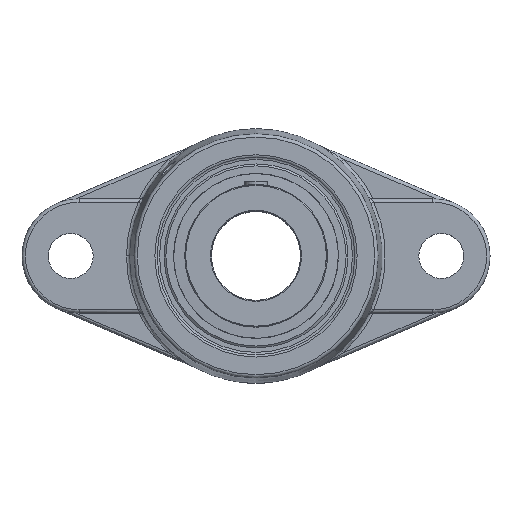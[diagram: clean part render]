
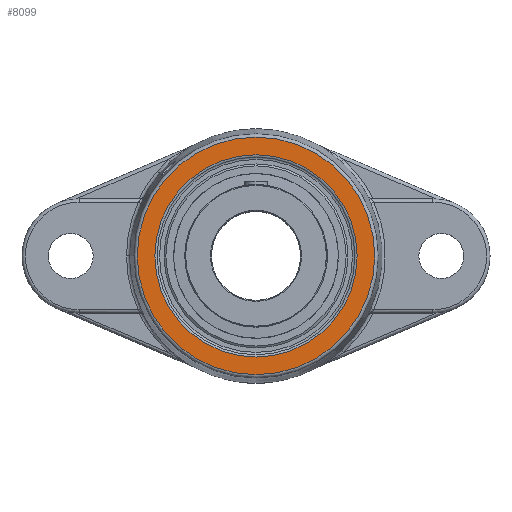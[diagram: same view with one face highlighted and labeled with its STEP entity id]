
A CAD part, top view. The second image highlights one B-rep face of the part: STEP entity #8099.
In plain terms, the highlighted planar face has unit normal (0, 0, 1).
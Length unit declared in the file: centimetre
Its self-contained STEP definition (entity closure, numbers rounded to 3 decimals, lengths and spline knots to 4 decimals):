
#8038=CARTESIAN_POINT('',(-3.1718,0.,2.5));
#8039=VERTEX_POINT('',#8038);
#8051=CARTESIAN_POINT('',(0.,3.1718,2.5));
#8052=VERTEX_POINT('',#8051);
#8053=CARTESIAN_POINT('',(0.,0.,2.5));
#8054=DIRECTION('',(-0.,0.,-1.));
#8055=DIRECTION('',(-0.,-1.,0.));
#8056=AXIS2_PLACEMENT_3D('',#8053,#8054,#8055);
#8057=CIRCLE('',#8056,3.1718);
#8058=EDGE_CURVE('',#8039,#8052,#8057,.T.);
#8060=CARTESIAN_POINT('',(0.,0.,2.5));
#8061=DIRECTION('',(-0.,0.,-1.));
#8062=DIRECTION('',(-0.,-1.,0.));
#8063=AXIS2_PLACEMENT_3D('',#8060,#8061,#8062);
#8064=CIRCLE('',#8063,3.1718);
#8065=EDGE_CURVE('',#8052,#8039,#8064,.T.);
#8070=CARTESIAN_POINT('',(0.,0.,2.5));
#8071=DIRECTION('',(0.,0.,1.));
#8072=DIRECTION('',(1.,0.,0.));
#8073=AXIS2_PLACEMENT_3D('',#8070,#8071,#8072);
#8074=PLANE('',#8073);
#8075=CARTESIAN_POINT('',(2.7008,-0.,2.5));
#8076=VERTEX_POINT('',#8075);
#8077=CARTESIAN_POINT('',(0.,-2.7008,2.5));
#8078=VERTEX_POINT('',#8077);
#8079=CARTESIAN_POINT('',(0.,0.,2.5));
#8080=DIRECTION('',(0.,-0.,1.));
#8081=DIRECTION('',(0.,1.,0.));
#8082=AXIS2_PLACEMENT_3D('',#8079,#8080,#8081);
#8083=CIRCLE('',#8082,2.7008);
#8084=EDGE_CURVE('',#8076,#8078,#8083,.T.);
#8085=ORIENTED_EDGE('',*,*,#8084,.F.);
#8086=CARTESIAN_POINT('',(0.,0.,2.5));
#8087=DIRECTION('',(0.,-0.,1.));
#8088=DIRECTION('',(0.,1.,0.));
#8089=AXIS2_PLACEMENT_3D('',#8086,#8087,#8088);
#8090=CIRCLE('',#8089,2.7008);
#8091=EDGE_CURVE('',#8078,#8076,#8090,.T.);
#8092=ORIENTED_EDGE('',*,*,#8091,.F.);
#8093=EDGE_LOOP('',(#8085,#8092));
#8094=FACE_BOUND('',#8093,.T.);
#8095=ORIENTED_EDGE('',*,*,#8058,.F.);
#8096=ORIENTED_EDGE('',*,*,#8065,.F.);
#8097=EDGE_LOOP('',(#8095,#8096));
#8098=FACE_BOUND('',#8097,.T.);
#8099=ADVANCED_FACE('',(#8094,#8098),#8074,.T.);
